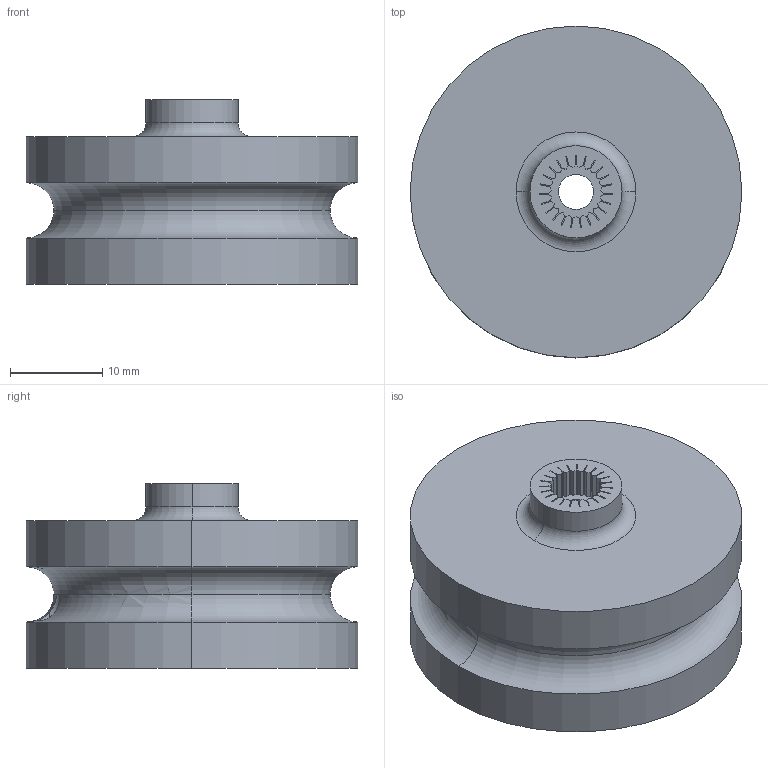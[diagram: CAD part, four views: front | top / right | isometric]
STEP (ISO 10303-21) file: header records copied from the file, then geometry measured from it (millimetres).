
FILE_DESCRIPTION (( 'STEP AP214' ), '1' );
FILE_NAME ('arm_horn_wire_ver2.STEP', '2025-01-11T17:13:41', ( '' ), ( '' ), 'SwSTEP 2.0', 'SolidWorks 2024', '' );
FILE_SCHEMA (( 'AUTOMOTIVE_DESIGN' ));
Length unit declared in the file: millimetre
Products named in the file (1): arm_horn_wire_ver2
Bounding box: 36 x 36 x 20 mm (x, y, z)
Volume: 14594.4 mm3; surface area: 4777 mm2
Topology: 1 solids, 1 shells, 142 faces, 405 edges, 266 vertices
Faces by surface type: plane 122, cylinder 14, torus 6
Entity records: 4656 total; most frequent: CARTESIAN_POINT 894, ORIENTED_EDGE 810, DIRECTION 725, EDGE_CURVE 405, LINE 359, VECTOR 359, VERTEX_POINT 266, AXIS2_PLACEMENT_3D 183
